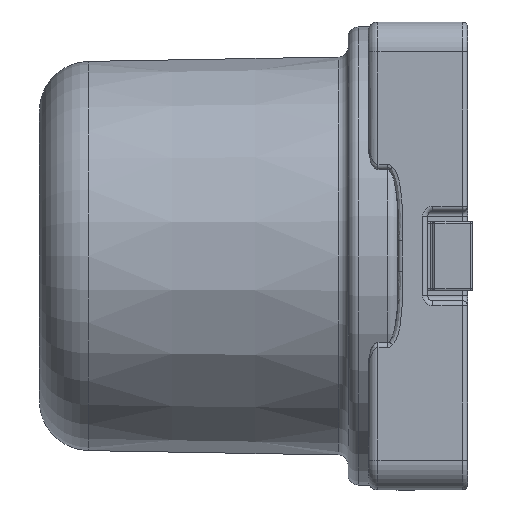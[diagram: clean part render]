
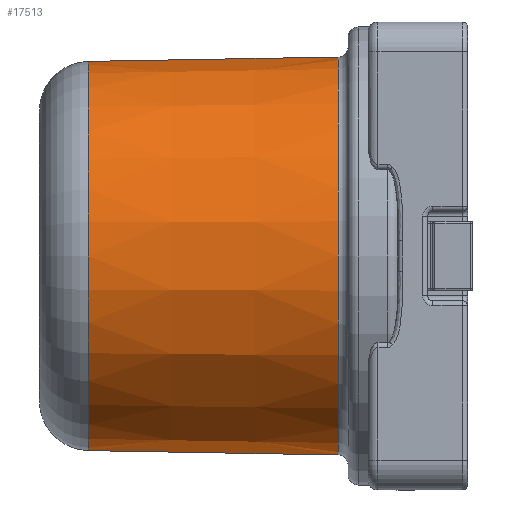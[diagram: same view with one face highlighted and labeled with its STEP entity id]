
A CAD part, left-side view. The second image highlights one B-rep face of the part: STEP entity #17513.
In plain terms, the highlighted conical face has half-angle 1 degrees and reference radius 2 mm.
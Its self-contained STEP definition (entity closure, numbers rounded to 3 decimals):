
#194 = CONICAL_SURFACE ( 'NONE', #17780, 2., 0.017 ) ;
#359 = VERTEX_POINT ( 'NONE', #5233 ) ;
#716 = CARTESIAN_POINT ( 'NONE',  ( -3., 1.298, 1.998 ) ) ;
#1835 = CARTESIAN_POINT ( 'NONE',  ( -3., 3.809, 1.954 ) ) ;
#2257 = VECTOR ( 'NONE', #10162, 1000. ) ;
#2600 = CARTESIAN_POINT ( 'NONE',  ( -3., 1.2, -2. ) ) ;
#2783 = VERTEX_POINT ( 'NONE', #1835 ) ;
#4172 = FACE_OUTER_BOUND ( 'NONE', #23583, .T. ) ;
#5233 = CARTESIAN_POINT ( 'NONE',  ( -3., 3.809, -1.954 ) ) ;
#6044 = ORIENTED_EDGE ( 'NONE', *, *, #12558, .F. ) ;
#9787 = DIRECTION ( 'NONE',  ( 0., -1., 0. ) ) ;
#10087 = EDGE_CURVE ( 'NONE', #2783, #359, #11328, .T. ) ;
#10129 = VERTEX_POINT ( 'NONE', #716 ) ;
#10162 = DIRECTION ( 'NONE',  ( 0., -1., 0.017 ) ) ;
#10886 = CARTESIAN_POINT ( 'NONE',  ( -3., 1.298, -1.998 ) ) ;
#11203 = VECTOR ( 'NONE', #15830, 1000. ) ;
#11328 = CIRCLE ( 'NONE', #23711, 1.954 ) ;
#11703 = DIRECTION ( 'NONE',  ( 0., 0., 1. ) ) ;
#11831 = DIRECTION ( 'NONE',  ( 0., 1., 0. ) ) ;
#12558 = EDGE_CURVE ( 'NONE', #2783, #10129, #19690, .T. ) ;
#12614 = VERTEX_POINT ( 'NONE', #10886 ) ;
#13205 = CARTESIAN_POINT ( 'NONE',  ( -3., 3.809, 0. ) ) ;
#13417 = CARTESIAN_POINT ( 'NONE',  ( -3., 1.2, 0. ) ) ;
#15227 = DIRECTION ( 'NONE',  ( 0., -1., 0. ) ) ;
#15830 = DIRECTION ( 'NONE',  ( 0., -1., -0.017 ) ) ;
#15851 = ORIENTED_EDGE ( 'NONE', *, *, #18865, .T. ) ;
#16989 = AXIS2_PLACEMENT_3D ( 'NONE', #22856, #11831, #11703 ) ;
#17513 = ADVANCED_FACE ( 'NONE', ( #4172 ), #194, .T. ) ;
#17780 = AXIS2_PLACEMENT_3D ( 'NONE', #13417, #9787, #24700 ) ;
#17973 = ORIENTED_EDGE ( 'NONE', *, *, #10087, .T. ) ;
#18573 = CIRCLE ( 'NONE', #16989, 1.998 ) ;
#18608 = ORIENTED_EDGE ( 'NONE', *, *, #22165, .T. ) ;
#18865 = EDGE_CURVE ( 'NONE', #12614, #10129, #18573, .T. ) ;
#19690 = LINE ( 'NONE', #20166, #2257 ) ;
#20166 = CARTESIAN_POINT ( 'NONE',  ( -3., 1.2, 2. ) ) ;
#22165 = EDGE_CURVE ( 'NONE', #359, #12614, #23341, .T. ) ;
#22856 = CARTESIAN_POINT ( 'NONE',  ( -3., 1.298, 0. ) ) ;
#23341 = LINE ( 'NONE', #2600, #11203 ) ;
#23583 = EDGE_LOOP ( 'NONE', ( #6044, #17973, #18608, #15851 ) ) ;
#23711 = AXIS2_PLACEMENT_3D ( 'NONE', #13205, #15227, #24735 ) ;
#24700 = DIRECTION ( 'NONE',  ( 0., 0., 1. ) ) ;
#24735 = DIRECTION ( 'NONE',  ( 0., 0., -1. ) ) ;
